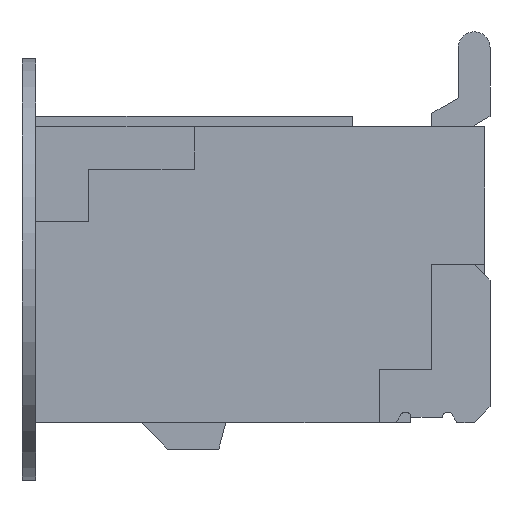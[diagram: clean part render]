
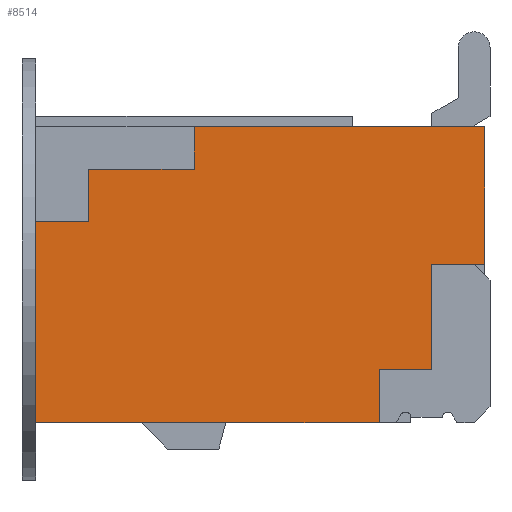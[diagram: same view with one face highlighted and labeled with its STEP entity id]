
A CAD part, left-side view. The second image highlights one B-rep face of the part: STEP entity #8514.
In plain terms, the highlighted planar face has unit normal (-1, 0, 0).
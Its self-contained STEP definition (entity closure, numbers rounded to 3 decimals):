
#544=LINE('',#12802,#1652);
#551=LINE('',#12817,#1659);
#562=LINE('',#12841,#1670);
#567=LINE('',#12852,#1675);
#609=LINE('',#12943,#1717);
#795=LINE('',#13315,#1903);
#917=LINE('',#13510,#2025);
#969=LINE('',#13607,#2077);
#988=LINE('',#13642,#2096);
#989=LINE('',#13643,#2097);
#990=LINE('',#13644,#2098);
#991=LINE('',#13645,#2099);
#1652=VECTOR('',#10498,1000.);
#1659=VECTOR('',#10507,1000.);
#1670=VECTOR('',#10522,1000.);
#1675=VECTOR('',#10529,1000.);
#1717=VECTOR('',#10585,1000.);
#1903=VECTOR('',#10797,1000.);
#2025=VECTOR('',#10981,1000.);
#2077=VECTOR('',#11053,1000.);
#2096=VECTOR('',#11074,1000.);
#2097=VECTOR('',#11075,1000.);
#2098=VECTOR('',#11076,1000.);
#2099=VECTOR('',#11077,1000.);
#2486=PLANE('',#9116);
#4490=ORIENTED_EDGE('',*,*,#6009,.F.);
#4491=ORIENTED_EDGE('',*,*,#5776,.F.);
#4492=ORIENTED_EDGE('',*,*,#6202,.F.);
#4493=ORIENTED_EDGE('',*,*,#5781,.F.);
#4494=ORIENTED_EDGE('',*,*,#6203,.F.);
#4495=ORIENTED_EDGE('',*,*,#6183,.F.);
#4496=ORIENTED_EDGE('',*,*,#6131,.T.);
#4497=ORIENTED_EDGE('',*,*,#6204,.F.);
#4498=ORIENTED_EDGE('',*,*,#5765,.F.);
#4499=ORIENTED_EDGE('',*,*,#6205,.F.);
#4500=ORIENTED_EDGE('',*,*,#5758,.F.);
#4501=ORIENTED_EDGE('',*,*,#5823,.T.);
#5758=EDGE_CURVE('',#6787,#6788,#544,.T.);
#5765=EDGE_CURVE('',#6794,#6795,#551,.T.);
#5776=EDGE_CURVE('',#6805,#6806,#562,.T.);
#5781=EDGE_CURVE('',#6810,#6811,#567,.T.);
#5823=EDGE_CURVE('',#6787,#6852,#609,.T.);
#6009=EDGE_CURVE('',#6806,#6852,#795,.T.);
#6131=EDGE_CURVE('',#7068,#7067,#917,.T.);
#6183=EDGE_CURVE('',#7068,#7103,#969,.T.);
#6202=EDGE_CURVE('',#6811,#6805,#988,.T.);
#6203=EDGE_CURVE('',#7103,#6810,#989,.T.);
#6204=EDGE_CURVE('',#6795,#7067,#990,.T.);
#6205=EDGE_CURVE('',#6788,#6794,#991,.T.);
#6787=VERTEX_POINT('',#12801);
#6788=VERTEX_POINT('',#12803);
#6794=VERTEX_POINT('',#12816);
#6795=VERTEX_POINT('',#12818);
#6805=VERTEX_POINT('',#12840);
#6806=VERTEX_POINT('',#12842);
#6810=VERTEX_POINT('',#12851);
#6811=VERTEX_POINT('',#12853);
#6852=VERTEX_POINT('',#12942);
#7067=VERTEX_POINT('',#13509);
#7068=VERTEX_POINT('',#13511);
#7103=VERTEX_POINT('',#13608);
#7603=EDGE_LOOP('',(#4490,#4491,#4492,#4493,#4494,#4495,#4496,#4497,#4498,
#4499,#4500,#4501));
#8027=FACE_BOUND('',#7603,.T.);
#8514=ADVANCED_FACE('',(#8027),#2486,.F.);
#9116=AXIS2_PLACEMENT_3D('',#13641,#11072,#11073);
#10498=DIRECTION('',(0.,1.,0.));
#10507=DIRECTION('',(0.,1.,0.));
#10522=DIRECTION('',(0.,0.,1.));
#10529=DIRECTION('',(0.,0.,1.));
#10585=DIRECTION('',(0.,0.,1.));
#10797=DIRECTION('',(0.,-1.,0.));
#10981=DIRECTION('',(0.,-1.,0.));
#11053=DIRECTION('',(0.,0.,1.));
#11072=DIRECTION('',(1.,0.,0.));
#11073=DIRECTION('',(0.,0.,-1.));
#11074=DIRECTION('',(0.,-1.,0.));
#11075=DIRECTION('',(0.,-1.,0.));
#11076=DIRECTION('',(0.,0.,-1.));
#11077=DIRECTION('',(0.,0.,-1.));
#12801=CARTESIAN_POINT('',(-3.,0.,0.05));
#12802=CARTESIAN_POINT('',(-3.,0.,0.05));
#12803=CARTESIAN_POINT('',(-3.,0.5,0.05));
#12816=CARTESIAN_POINT('',(-3.,0.5,-0.95));
#12817=CARTESIAN_POINT('',(-3.,0.5,-0.95));
#12818=CARTESIAN_POINT('',(-3.,1.,-0.95));
#12840=CARTESIAN_POINT('',(-3.,2.75,0.95));
#12841=CARTESIAN_POINT('',(-3.,2.75,0.95));
#12842=CARTESIAN_POINT('',(-3.,2.75,1.35));
#12851=CARTESIAN_POINT('',(-3.,3.75,0.45));
#12852=CARTESIAN_POINT('',(-3.,3.75,0.45));
#12853=CARTESIAN_POINT('',(-3.,3.75,0.95));
#12942=CARTESIAN_POINT('',(-3.,0.,1.35));
#12943=CARTESIAN_POINT('',(-3.,0.,-1.45));
#13315=CARTESIAN_POINT('',(-3.,4.25,1.35));
#13509=CARTESIAN_POINT('',(-3.,1.,-1.45));
#13510=CARTESIAN_POINT('',(-3.,4.25,-1.45));
#13511=CARTESIAN_POINT('',(-3.,4.25,-1.45));
#13607=CARTESIAN_POINT('',(-3.,4.25,-1.45));
#13608=CARTESIAN_POINT('',(-3.,4.25,0.45));
#13641=CARTESIAN_POINT('',(-3.,4.25,-1.45));
#13642=CARTESIAN_POINT('',(-3.,3.75,0.95));
#13643=CARTESIAN_POINT('',(-3.,4.25,0.45));
#13644=CARTESIAN_POINT('',(-3.,1.,-0.95));
#13645=CARTESIAN_POINT('',(-3.,0.5,0.05));
